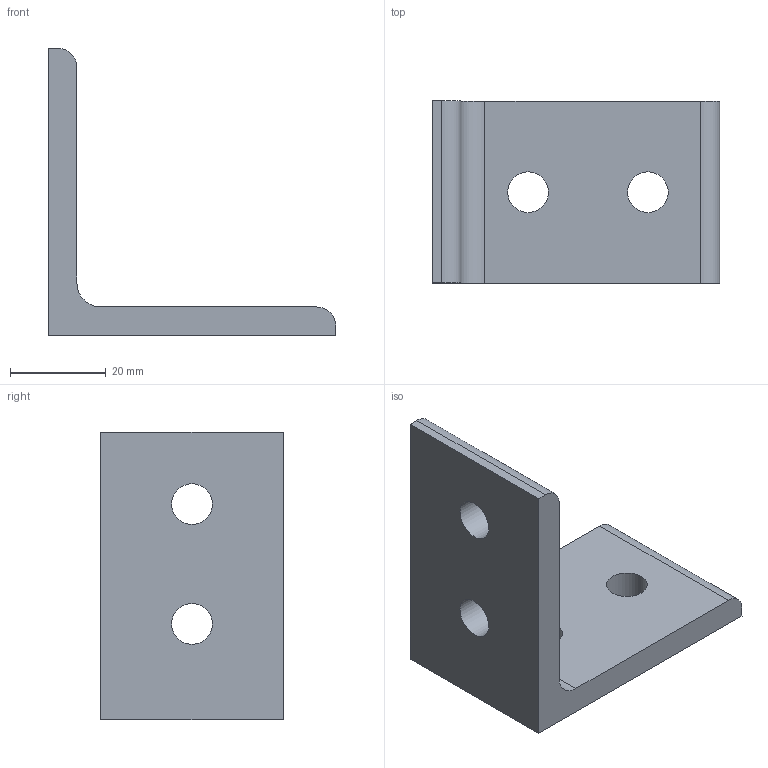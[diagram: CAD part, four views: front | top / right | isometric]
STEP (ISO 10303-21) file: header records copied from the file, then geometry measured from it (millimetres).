
FILE_DESCRIPTION(/* description */ ('SQUADRETTA 60x60x40'),/* implementation_level */ '2;1');
FILE_NAME(/* name */ 'DSQAL0000034.stp',/* time_stamp */ '2018-11-02T11:30:44+01:00',/* author */ ('fzagni'),/* organization */ (''),/* preprocessor_version */ 'ST-DEVELOPER v16.1',/* originating_system */ 'Autodesk Inventor 2016',/* authorisation */ '');
FILE_SCHEMA (('AUTOMOTIVE_DESIGN { 1 0 10303 214 3 1 1 }'));
Length unit declared in the file: millimetre
Products named in the file (1): 30.001.00A
Bounding box: 60 x 38 x 60 mm (x, y, z)
Volume: 24542.6 mm3; surface area: 10457.8 mm2
Topology: 1 solids, 1 shells, 15 faces, 39 edges, 26 vertices
Faces by surface type: plane 8, cylinder 7
Full cylindrical faces by diameter (mm): 8.5 x4
Entity records: 487 total; most frequent: DIRECTION 81, CARTESIAN_POINT 77, ORIENTED_EDGE 70, EDGE_CURVE 35, AXIS2_PLACEMENT_3D 30, EDGE_LOOP 27, VERTEX_POINT 26, LINE 21
